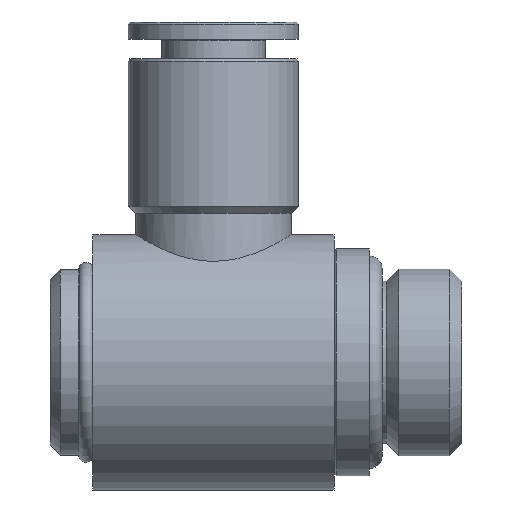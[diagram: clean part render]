
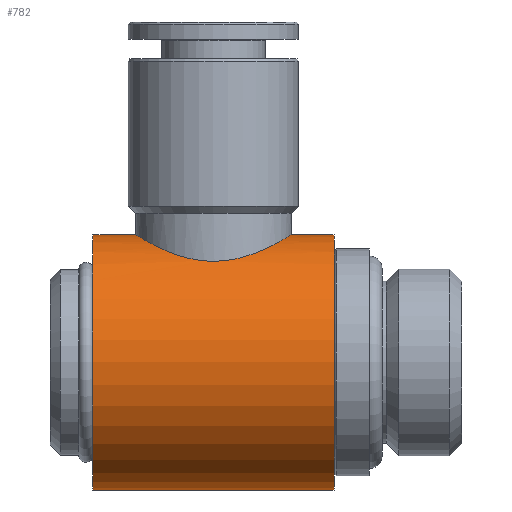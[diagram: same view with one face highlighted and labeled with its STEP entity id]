
A CAD part, left-side view. The second image highlights one B-rep face of the part: STEP entity #782.
In plain terms, the highlighted cylindrical face has radius 9 mm (diameter 18 mm), a full revolution.
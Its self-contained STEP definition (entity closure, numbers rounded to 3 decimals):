
#73=B_SPLINE_CURVE_WITH_KNOTS('',3,(#1066,#1067,#1068,#1069,#1070,#1071,
#1072,#1073,#1074,#1075,#1076,#1077,#1078,#1079,#1080,#1081,#1082,#1083,
#1084),.UNSPECIFIED.,.T.,.F.,(1,1,1,1,1,1,1,1,1,1,1,1,1,1,1,1,1,1,1,1,1,
1,1),(-0.007,-0.004,-0.002,0.,
0.002,0.004,0.007,0.009,
0.011,0.013,0.015,0.018,
0.02,0.022,0.024,0.026,
0.029,0.031,0.033,0.035,
0.038,0.04,0.042),.UNSPECIFIED.);
#106=ORIENTED_EDGE('',*,*,#202,.F.);
#107=ORIENTED_EDGE('',*,*,#203,.T.);
#108=ORIENTED_EDGE('',*,*,#191,.T.);
#191=EDGE_CURVE('',#244,#244,#73,.T.);
#202=EDGE_CURVE('',#255,#255,#299,.T.);
#203=EDGE_CURVE('',#256,#256,#300,.T.);
#244=VERTEX_POINT('',#1085);
#255=VERTEX_POINT('',#1118);
#256=VERTEX_POINT('',#1120);
#299=CIRCLE('',#843,9.);
#300=CIRCLE('',#844,9.);
#343=EDGE_LOOP('',(#106));
#344=EDGE_LOOP('',(#107));
#345=EDGE_LOOP('',(#108));
#418=FACE_BOUND('',#343,.T.);
#419=FACE_BOUND('',#344,.T.);
#420=FACE_BOUND('',#345,.T.);
#474=CYLINDRICAL_SURFACE('',#842,9.);
#782=ADVANCED_FACE('',(#418,#419,#420),#474,.T.);
#842=AXIS2_PLACEMENT_3D('',#1116,#945,#946);
#843=AXIS2_PLACEMENT_3D('',#1117,#947,#948);
#844=AXIS2_PLACEMENT_3D('',#1119,#949,#950);
#945=DIRECTION('',(0.,-1.,0.));
#946=DIRECTION('',(0.,0.,-1.));
#947=DIRECTION('',(0.,-1.,0.));
#948=DIRECTION('',(0.,0.,-1.));
#949=DIRECTION('',(0.,-1.,0.));
#950=DIRECTION('',(0.,0.,-1.));
#1066=CARTESIAN_POINT('',(2.218,-5.19,8.806));
#1067=CARTESIAN_POINT('',(-0.001,-5.654,9.097));
#1068=CARTESIAN_POINT('',(-2.214,-5.192,8.807));
#1069=CARTESIAN_POINT('',(-3.99,-3.973,8.125));
#1070=CARTESIAN_POINT('',(-5.184,-2.224,7.38));
#1071=CARTESIAN_POINT('',(-5.655,-0.011,6.998));
#1072=CARTESIAN_POINT('',(-5.196,2.199,7.372));
#1073=CARTESIAN_POINT('',(-3.999,3.965,8.12));
#1074=CARTESIAN_POINT('',(-2.23,5.184,8.802));
#1075=CARTESIAN_POINT('',(-0.021,5.654,9.097));
#1076=CARTESIAN_POINT('',(2.2,5.199,8.811));
#1077=CARTESIAN_POINT('',(3.984,3.981,8.128));
#1078=CARTESIAN_POINT('',(5.184,2.228,7.38));
#1079=CARTESIAN_POINT('',(5.655,0.01,6.998));
#1080=CARTESIAN_POINT('',(5.196,-2.2,7.372));
#1081=CARTESIAN_POINT('',(3.993,-3.973,8.124));
#1082=CARTESIAN_POINT('',(2.218,-5.19,8.806));
#1083=CARTESIAN_POINT('',(-0.001,-5.654,9.097));
#1084=CARTESIAN_POINT('',(-2.214,-5.192,8.807));
#1085=CARTESIAN_POINT('',(0.,-5.5,9.));
#1116=CARTESIAN_POINT('',(0.,-17.5,0.));
#1117=CARTESIAN_POINT('',(0.,-8.5,0.));
#1118=CARTESIAN_POINT('',(0.,-8.5,-9.));
#1119=CARTESIAN_POINT('',(0.,8.5,0.));
#1120=CARTESIAN_POINT('',(0.,8.5,-9.));
